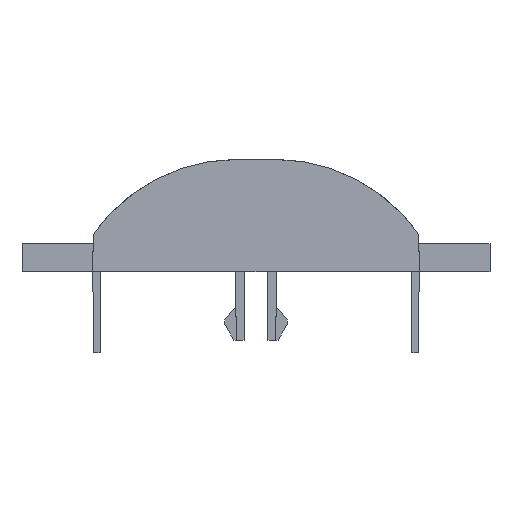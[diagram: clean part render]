
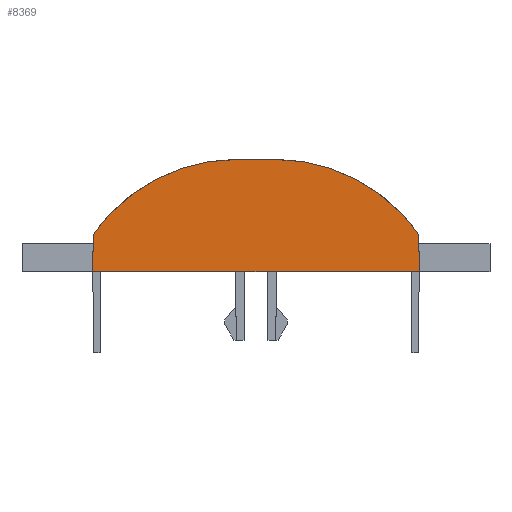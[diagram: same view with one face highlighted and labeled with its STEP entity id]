
A CAD part, front view. The second image highlights one B-rep face of the part: STEP entity #8369.
In plain terms, the highlighted planar face has unit normal (0, -1, 0.009).
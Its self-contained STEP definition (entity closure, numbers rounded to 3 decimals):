
#311=DIRECTION('',(1.,0.,0.));
#312=VECTOR('',#311,52.3);
#313=CARTESIAN_POINT('',(-26.15,0.,
0.));
#314=LINE('',#313,#312);
#988=DIRECTION('',(-1.,0.,0.));
#989=VECTOR('',#988,5.719);
#990=CARTESIAN_POINT('',(2.86,0.157,18.));
#991=LINE('',#990,#989);
#1072=CARTESIAN_POINT('',(2.86,0.157,18.));
#1073=CARTESIAN_POINT('',(5.313,0.157,18.));
#1074=CARTESIAN_POINT('',(9.9,0.152,17.384));
#1075=CARTESIAN_POINT('',(16.05,0.131,15.043));
#1076=CARTESIAN_POINT('',(21.519,0.099,11.384));
#1077=CARTESIAN_POINT('',(24.678,0.07,8.));
#1078=CARTESIAN_POINT('',(26.098,0.052,6.));
#1083=DIRECTION('',(0.009,-0.009,-1.));
#1084=VECTOR('',#1083,6.);
#1085=CARTESIAN_POINT('',(26.098,0.052,6.));
#1086=LINE('',#1085,#1084);
#1110=CARTESIAN_POINT('',(-2.86,0.157,18.));
#1111=CARTESIAN_POINT('',(-5.313,0.157,18.));
#1112=CARTESIAN_POINT('',(-9.9,0.152,
17.384));
#1113=CARTESIAN_POINT('',(-16.05,0.131,
15.043));
#1114=CARTESIAN_POINT('',(-21.519,0.099,
11.384));
#1115=CARTESIAN_POINT('',(-24.678,0.07,
8.));
#1116=CARTESIAN_POINT('',(-26.098,0.052,
6.));
#1191=DIRECTION('',(-0.009,-0.009,-1.));
#1192=VECTOR('',#1191,6.);
#1193=CARTESIAN_POINT('',(-26.098,0.052,
6.));
#1194=LINE('',#1193,#1192);
#6558=CARTESIAN_POINT('',(26.15,0.,0.));
#6559=VERTEX_POINT('',#6558);
#6560=CARTESIAN_POINT('',(26.098,0.052,6.));
#6561=VERTEX_POINT('',#6560);
#6618=CARTESIAN_POINT('',(-26.15,0.,
0.));
#6619=VERTEX_POINT('',#6618);
#6805=CARTESIAN_POINT('',(2.86,0.157,18.));
#6806=VERTEX_POINT('',#6805);
#6810=CARTESIAN_POINT('',(-2.86,0.157,18.));
#6811=VERTEX_POINT('',#6810);
#6834=VERTEX_POINT('',#1116);
#8354=CARTESIAN_POINT('',(13.075,0.,0.));
#8355=DIRECTION('',(0.,-1.,0.009));
#8356=DIRECTION('',(-1.,0.,0.));
#8357=AXIS2_PLACEMENT_3D('',#8354,#8355,#8356);
#8358=PLANE('',#8357);
#8360=ORIENTED_EDGE('',*,*,#8359,.F.);
#8361=ORIENTED_EDGE('',*,*,#8315,.F.);
#8362=ORIENTED_EDGE('',*,*,#8297,.T.);
#8363=ORIENTED_EDGE('',*,*,#7712,.T.);
#8364=ORIENTED_EDGE('',*,*,#7799,.F.);
#8366=ORIENTED_EDGE('',*,*,#8365,.F.);
#8367=EDGE_LOOP('',(#8360,#8361,#8362,#8363,#8364,#8366));
#8368=FACE_OUTER_BOUND('',#8367,.F.);
#1079=B_SPLINE_CURVE_WITH_KNOTS('',3,(#1072,#1073,#1074,#1075,#1076,#1077,
#1078),.UNSPECIFIED.,.F.,.F.,(4,1,1,1,4),(0.,0.25,0.5,0.75,1.),
.UNSPECIFIED.);
#1117=B_SPLINE_CURVE_WITH_KNOTS('',3,(#1110,#1111,#1112,#1113,#1114,#1115,
#1116),.UNSPECIFIED.,.F.,.F.,(4,1,1,1,4),(0.,0.25,0.5,0.75,1.),
.UNSPECIFIED.);
#7712=EDGE_CURVE('',#6561,#6559,#1086,.T.);
#7799=EDGE_CURVE('',#6619,#6559,#314,.T.);
#8297=EDGE_CURVE('',#6806,#6561,#1079,.T.);
#8315=EDGE_CURVE('',#6806,#6811,#991,.T.);
#8359=EDGE_CURVE('',#6811,#6834,#1117,.T.);
#8365=EDGE_CURVE('',#6834,#6619,#1194,.T.);
#8369=ADVANCED_FACE('',(#8368),#8358,.T.);
